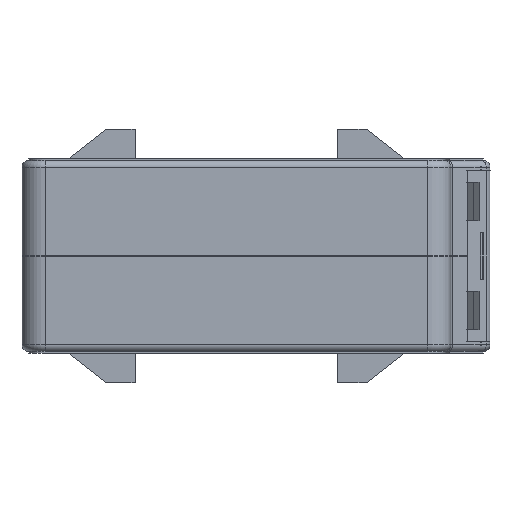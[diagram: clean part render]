
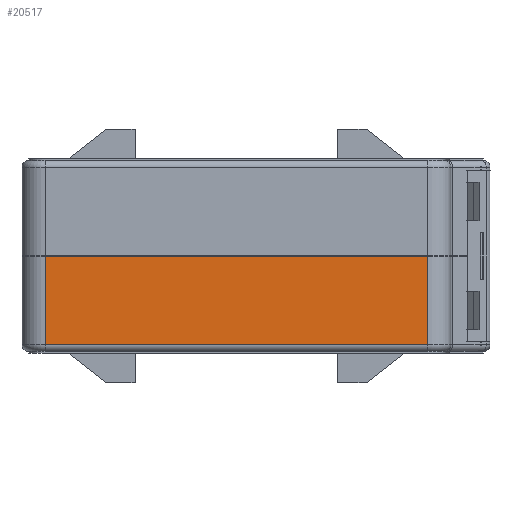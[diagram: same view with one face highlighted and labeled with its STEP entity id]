
A CAD part, front view. The second image highlights one B-rep face of the part: STEP entity #20517.
In plain terms, the highlighted planar face has unit normal (0, -1, 0).
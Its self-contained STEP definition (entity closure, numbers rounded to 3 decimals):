
#1221 = ORIENTED_EDGE ( 'NONE', *, *, #17052, .T. ) ;
#1674 = CARTESIAN_POINT ( 'NONE',  ( 57.5, -113.5, 2. ) ) ;
#4952 = VECTOR ( 'NONE', #13207, 1000. ) ;
#5501 = ORIENTED_EDGE ( 'NONE', *, *, #11076, .T. ) ;
#5716 = DIRECTION ( 'NONE',  ( 1., 0., 0. ) ) ;
#8530 = DIRECTION ( 'NONE',  ( -1., 0., 0. ) ) ;
#8981 = ORIENTED_EDGE ( 'NONE', *, *, #11702, .F. ) ;
#10746 = VERTEX_POINT ( 'NONE', #1674 ) ;
#11076 = EDGE_CURVE ( 'NONE', #35863, #17046, #11229, .T. ) ;
#11229 = LINE ( 'NONE', #26550, #14237 ) ;
#11702 = EDGE_CURVE ( 'NONE', #22216, #10746, #43143, .T. ) ;
#13207 = DIRECTION ( 'NONE',  ( 0., 0., -1. ) ) ;
#14237 = VECTOR ( 'NONE', #43833, 1000. ) ;
#17046 = VERTEX_POINT ( 'NONE', #19649 ) ;
#17052 = EDGE_CURVE ( 'NONE', #17046, #10746, #26831, .T. ) ;
#17729 = CARTESIAN_POINT ( 'NONE',  ( 57.5, -113.5, 2.2 ) ) ;
#19343 = PLANE ( 'NONE',  #21430 ) ;
#19649 = CARTESIAN_POINT ( 'NONE',  ( -57.5, -113.5, 2. ) ) ;
#20517 = ADVANCED_FACE ( 'NONE', ( #36607 ), #19343, .F. ) ;
#21338 = ORIENTED_EDGE ( 'NONE', *, *, #38602, .F. ) ;
#21430 = AXIS2_PLACEMENT_3D ( 'NONE', #41620, #22464, #8530 ) ;
#22207 = VECTOR ( 'NONE', #27158, 1000. ) ;
#22216 = VERTEX_POINT ( 'NONE', #36397 ) ;
#22464 = DIRECTION ( 'NONE',  ( 0., 1., 0. ) ) ;
#26550 = CARTESIAN_POINT ( 'NONE',  ( -57.5, -113.5, 2.2 ) ) ;
#26831 = LINE ( 'NONE', #31147, #40465 ) ;
#27158 = DIRECTION ( 'NONE',  ( 1., 0., 0. ) ) ;
#31147 = CARTESIAN_POINT ( 'NONE',  ( 0., -113.5, 2. ) ) ;
#31237 = CARTESIAN_POINT ( 'NONE',  ( 0., -113.5, 28.7 ) ) ;
#35863 = VERTEX_POINT ( 'NONE', #41161 ) ;
#36397 = CARTESIAN_POINT ( 'NONE',  ( 57.5, -113.5, 28.7 ) ) ;
#36607 = FACE_OUTER_BOUND ( 'NONE', #42463, .T. ) ;
#38602 = EDGE_CURVE ( 'NONE', #35863, #22216, #44909, .T. ) ;
#40465 = VECTOR ( 'NONE', #5716, 1000. ) ;
#41161 = CARTESIAN_POINT ( 'NONE',  ( -57.5, -113.5, 28.7 ) ) ;
#41620 = CARTESIAN_POINT ( 'NONE',  ( 0., -113.5, 2.2 ) ) ;
#42463 = EDGE_LOOP ( 'NONE', ( #5501, #1221, #8981, #21338 ) ) ;
#43143 = LINE ( 'NONE', #17729, #4952 ) ;
#43833 = DIRECTION ( 'NONE',  ( 0., 0., -1. ) ) ;
#44909 = LINE ( 'NONE', #31237, #22207 ) ;
